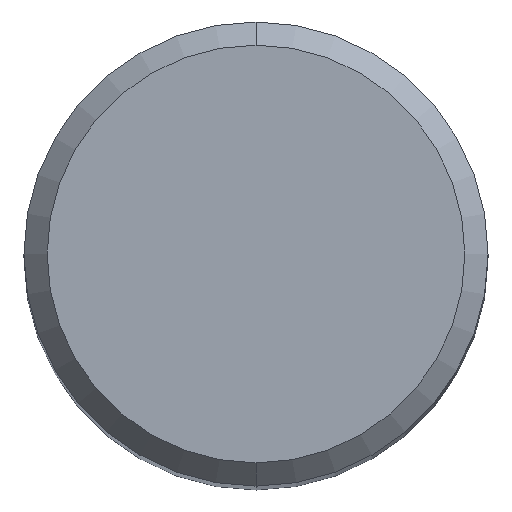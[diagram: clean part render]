
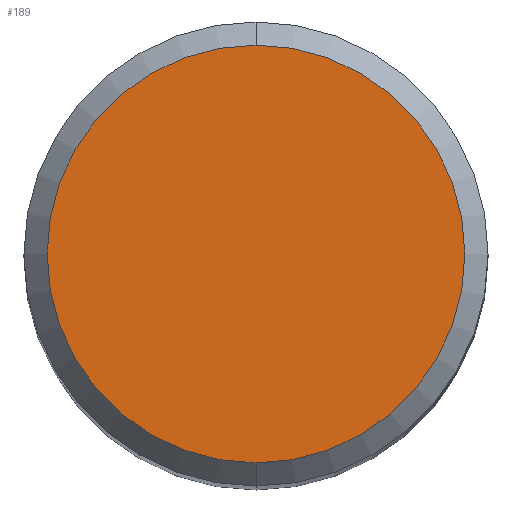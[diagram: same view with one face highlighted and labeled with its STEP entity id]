
A CAD part, top view. The second image highlights one B-rep face of the part: STEP entity #189.
In plain terms, the highlighted planar face has unit normal (0, 0, 1).
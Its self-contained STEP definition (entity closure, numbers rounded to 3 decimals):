
#189=ADVANCED_FACE('',(#497),#498,.T.);
#203=VERTEX_POINT('',#512);
#287=VERTEX_POINT('',#605);
#333=EDGE_CURVE('',#287,#203,#659,.T.);
#379=EDGE_CURVE('',#203,#287,#708,.T.);
#497=FACE_OUTER_BOUND('',#831,.T.);
#498=PLANE('',#832);
#512=CARTESIAN_POINT('',(0.,-3.6,0.0));
#605=CARTESIAN_POINT('',(0.0,3.6,0.0));
#659=CIRCLE('',#1152,3.6);
#708=CIRCLE('',#1263,3.6);
#831=EDGE_LOOP('',(#1471,#1472));
#832=AXIS2_PLACEMENT_3D('',#1473,#1474,#1475);
#1152=AXIS2_PLACEMENT_3D('',#1668,#1669,#1670);
#1263=AXIS2_PLACEMENT_3D('',#1718,#1719,#1720);
#1471=ORIENTED_EDGE('',*,*,#333,.F.);
#1472=ORIENTED_EDGE('',*,*,#379,.F.);
#1473=CARTESIAN_POINT('',(0.0,1.8,0.0));
#1474=DIRECTION('',(-0.0,0.0,1.0));
#1475=DIRECTION('',(0.0,-1.0,0.0));
#1668=CARTESIAN_POINT('',(0.0,0.0,0.0));
#1669=DIRECTION('',(0.0,0.0,-1.0));
#1670=DIRECTION('',(0.0,1.0,0.0));
#1718=CARTESIAN_POINT('',(0.0,0.0,0.0));
#1719=DIRECTION('',(0.0,0.0,-1.0));
#1720=DIRECTION('',(0.0,1.0,0.0));
